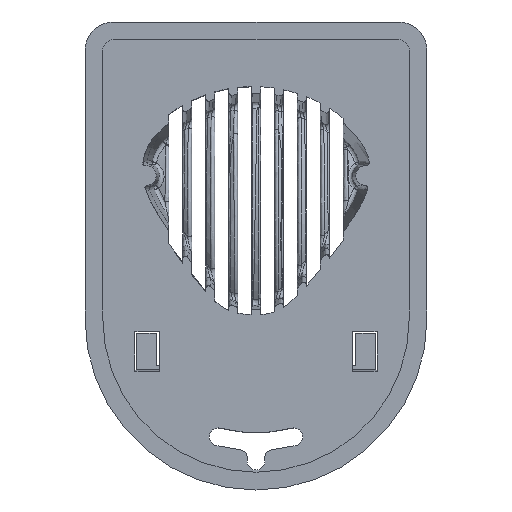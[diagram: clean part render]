
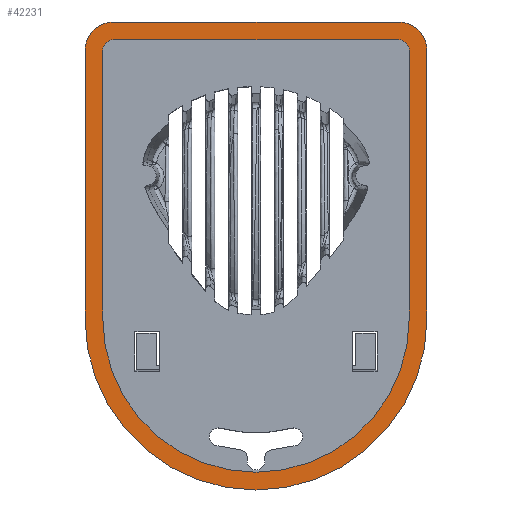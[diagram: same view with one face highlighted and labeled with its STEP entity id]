
A CAD part, front view. The second image highlights one B-rep face of the part: STEP entity #42231.
In plain terms, the highlighted planar face has unit normal (0, -1, 0).
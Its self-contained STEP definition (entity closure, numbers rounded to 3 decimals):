
#1055 = VECTOR ( 'NONE', #33470, 1000. ) ;
#1182 = DIRECTION ( 'NONE',  ( 0., 0., -1. ) ) ;
#1734 = ORIENTED_EDGE ( 'NONE', *, *, #7118, .F. ) ;
#1741 = ORIENTED_EDGE ( 'NONE', *, *, #29102, .T. ) ;
#1821 = AXIS2_PLACEMENT_3D ( 'NONE', #21480, #29586, #26061 ) ;
#2170 = VERTEX_POINT ( 'NONE', #17517 ) ;
#2725 = VERTEX_POINT ( 'NONE', #43629 ) ;
#3195 = VERTEX_POINT ( 'NONE', #11801 ) ;
#3371 = CARTESIAN_POINT ( 'NONE',  ( 54.301, 53.617, 83.439 ) ) ;
#3934 = EDGE_CURVE ( 'NONE', #29357, #2725, #13687, .T. ) ;
#3956 = VERTEX_POINT ( 'NONE', #16871 ) ;
#4625 = EDGE_CURVE ( 'NONE', #22002, #2170, #7415, .T. ) ;
#6202 = ORIENTED_EDGE ( 'NONE', *, *, #3934, .F. ) ;
#7118 = EDGE_CURVE ( 'NONE', #19789, #22002, #11765, .T. ) ;
#7415 = LINE ( 'NONE', #33811, #1055 ) ;
#7933 = ORIENTED_EDGE ( 'NONE', *, *, #41939, .F. ) ;
#9075 = ORIENTED_EDGE ( 'NONE', *, *, #28027, .T. ) ;
#9222 = ORIENTED_EDGE ( 'NONE', *, *, #27097, .T. ) ;
#10338 = VECTOR ( 'NONE', #24339, 1000. ) ;
#10666 = ORIENTED_EDGE ( 'NONE', *, *, #27675, .T. ) ;
#11127 = DIRECTION ( 'NONE',  ( 0., -1., 0. ) ) ;
#11656 = LINE ( 'NONE', #33099, #21063 ) ;
#11765 = CIRCLE ( 'NONE', #45737, 3.06 ) ;
#11766 = CARTESIAN_POINT ( 'NONE',  ( 98.161, 53.617, 160.327 ) ) ;
#11801 = CARTESIAN_POINT ( 'NONE',  ( 103.261, 53.617, 160.327 ) ) ;
#12140 = VERTEX_POINT ( 'NONE', #19285 ) ;
#12715 = DIRECTION ( 'NONE',  ( 0., -1., 0. ) ) ;
#12815 = EDGE_CURVE ( 'NONE', #3195, #27006, #51366, .T. ) ;
#13325 = EDGE_CURVE ( 'NONE', #12140, #29357, #11656, .T. ) ;
#13557 = AXIS2_PLACEMENT_3D ( 'NONE', #37320, #12715, #41534 ) ;
#13687 = CIRCLE ( 'NONE', #24498, 43.86 ) ;
#14807 = ORIENTED_EDGE ( 'NONE', *, *, #12815, .T. ) ;
#15667 = VECTOR ( 'NONE', #33666, 1000. ) ;
#16871 = CARTESIAN_POINT ( 'NONE',  ( 13.501, 53.617, 168.487 ) ) ;
#16963 = CIRCLE ( 'NONE', #37231, 48.96 ) ;
#17201 = CARTESIAN_POINT ( 'NONE',  ( 54.301, 53.617, 83.439 ) ) ;
#17517 = CARTESIAN_POINT ( 'NONE',  ( 13.501, 53.617, 163.387 ) ) ;
#17531 = CARTESIAN_POINT ( 'NONE',  ( 95.101, 53.617, 160.327 ) ) ;
#17555 = DIRECTION ( 'NONE',  ( 0., 0., -1. ) ) ;
#17752 = CARTESIAN_POINT ( 'NONE',  ( 54.301, 53.617, 83.439 ) ) ;
#18331 = AXIS2_PLACEMENT_3D ( 'NONE', #40644, #25006, #21103 ) ;
#18641 = ORIENTED_EDGE ( 'NONE', *, *, #40652, .F. ) ;
#19219 = CARTESIAN_POINT ( 'NONE',  ( 95.101, 53.617, 160.327 ) ) ;
#19285 = CARTESIAN_POINT ( 'NONE',  ( 10.441, 53.617, 160.327 ) ) ;
#19789 = VERTEX_POINT ( 'NONE', #11766 ) ;
#20860 = CARTESIAN_POINT ( 'NONE',  ( 5.341, 53.617, 160.327 ) ) ;
#21063 = VECTOR ( 'NONE', #17555, 1000. ) ;
#21103 = DIRECTION ( 'NONE',  ( 0., 0., -1. ) ) ;
#21480 = CARTESIAN_POINT ( 'NONE',  ( 13.501, 53.617, 160.327 ) ) ;
#22002 = VERTEX_POINT ( 'NONE', #38429 ) ;
#22366 = VERTEX_POINT ( 'NONE', #23493 ) ;
#23251 = LINE ( 'NONE', #20860, #15667 ) ;
#23493 = CARTESIAN_POINT ( 'NONE',  ( 103.261, 53.617, 83.439 ) ) ;
#23695 = AXIS2_PLACEMENT_3D ( 'NONE', #17752, #38341, #38168 ) ;
#23915 = CIRCLE ( 'NONE', #18331, 48.96 ) ;
#24249 = LINE ( 'NONE', #44056, #10338 ) ;
#24339 = DIRECTION ( 'NONE',  ( 0., 0., 1. ) ) ;
#24498 = AXIS2_PLACEMENT_3D ( 'NONE', #17201, #45379, #1182 ) ;
#25006 = DIRECTION ( 'NONE',  ( 0., -1., 0. ) ) ;
#25667 = DIRECTION ( 'NONE',  ( 0., 0., -1. ) ) ;
#26061 = DIRECTION ( 'NONE',  ( 0., 0., -1. ) ) ;
#27006 = VERTEX_POINT ( 'NONE', #44474 ) ;
#27097 = EDGE_CURVE ( 'NONE', #49682, #22366, #23915, .T. ) ;
#27533 = CARTESIAN_POINT ( 'NONE',  ( 54.301, 53.617, 34.479 ) ) ;
#27552 = VECTOR ( 'NONE', #43484, 1000. ) ;
#27675 = EDGE_CURVE ( 'NONE', #38811, #49682, #16963, .T. ) ;
#28027 = EDGE_CURVE ( 'NONE', #3956, #50920, #44708, .T. ) ;
#28387 = EDGE_LOOP ( 'NONE', ( #10666, #9222, #29353, #14807, #48406, #9075, #1741 ) ) ;
#29102 = EDGE_CURVE ( 'NONE', #50920, #38811, #23251, .T. ) ;
#29353 = ORIENTED_EDGE ( 'NONE', *, *, #33930, .T. ) ;
#29357 = VERTEX_POINT ( 'NONE', #37871 ) ;
#29586 = DIRECTION ( 'NONE',  ( 0., -1., 0. ) ) ;
#30503 = CIRCLE ( 'NONE', #13557, 3.06 ) ;
#31541 = DIRECTION ( 'NONE',  ( 0., 0., -1. ) ) ;
#32051 = CARTESIAN_POINT ( 'NONE',  ( 5.341, 53.617, 83.439 ) ) ;
#32777 = CARTESIAN_POINT ( 'NONE',  ( 5.341, 53.617, 160.327 ) ) ;
#33099 = CARTESIAN_POINT ( 'NONE',  ( 10.441, 53.617, 160.327 ) ) ;
#33396 = AXIS2_PLACEMENT_3D ( 'NONE', #19219, #35418, #47363 ) ;
#33470 = DIRECTION ( 'NONE',  ( -1., 0., 0. ) ) ;
#33666 = DIRECTION ( 'NONE',  ( 0., 0., -1. ) ) ;
#33811 = CARTESIAN_POINT ( 'NONE',  ( 95.101, 53.617, 163.387 ) ) ;
#33930 = EDGE_CURVE ( 'NONE', #22366, #3195, #45144, .T. ) ;
#35171 = EDGE_CURVE ( 'NONE', #27006, #3956, #44493, .T. ) ;
#35229 = CARTESIAN_POINT ( 'NONE',  ( 103.261, 53.617, 83.439 ) ) ;
#35418 = DIRECTION ( 'NONE',  ( 0., -1., 0. ) ) ;
#36718 = DIRECTION ( 'NONE',  ( -1., 0., 0. ) ) ;
#37231 = AXIS2_PLACEMENT_3D ( 'NONE', #3371, #11127, #31541 ) ;
#37320 = CARTESIAN_POINT ( 'NONE',  ( 13.501, 53.617, 160.327 ) ) ;
#37393 = FACE_OUTER_BOUND ( 'NONE', #28387, .T. ) ;
#37871 = CARTESIAN_POINT ( 'NONE',  ( 10.441, 53.617, 83.439 ) ) ;
#38140 = VECTOR ( 'NONE', #36718, 1000. ) ;
#38168 = DIRECTION ( 'NONE',  ( 0., 0., -1. ) ) ;
#38341 = DIRECTION ( 'NONE',  ( 0., -1., 0. ) ) ;
#38429 = CARTESIAN_POINT ( 'NONE',  ( 95.101, 53.617, 163.387 ) ) ;
#38811 = VERTEX_POINT ( 'NONE', #32051 ) ;
#39263 = ORIENTED_EDGE ( 'NONE', *, *, #4625, .F. ) ;
#40644 = CARTESIAN_POINT ( 'NONE',  ( 54.301, 53.617, 83.439 ) ) ;
#40652 = EDGE_CURVE ( 'NONE', #2725, #19789, #24249, .T. ) ;
#41256 = CARTESIAN_POINT ( 'NONE',  ( 95.101, 53.617, 168.487 ) ) ;
#41326 = EDGE_LOOP ( 'NONE', ( #18641, #6202, #42529, #7933, #39263, #1734 ) ) ;
#41534 = DIRECTION ( 'NONE',  ( 0., 0., -1. ) ) ;
#41939 = EDGE_CURVE ( 'NONE', #2170, #12140, #30503, .T. ) ;
#42231 = ADVANCED_FACE ( 'NONE', ( #48123, #37393 ), #50516, .T. ) ;
#42529 = ORIENTED_EDGE ( 'NONE', *, *, #13325, .F. ) ;
#43484 = DIRECTION ( 'NONE',  ( 0., 0., 1. ) ) ;
#43629 = CARTESIAN_POINT ( 'NONE',  ( 98.161, 53.617, 83.439 ) ) ;
#44056 = CARTESIAN_POINT ( 'NONE',  ( 98.161, 53.617, 83.439 ) ) ;
#44474 = CARTESIAN_POINT ( 'NONE',  ( 95.101, 53.617, 168.487 ) ) ;
#44493 = LINE ( 'NONE', #41256, #38140 ) ;
#44708 = CIRCLE ( 'NONE', #1821, 8.16 ) ;
#45036 = DIRECTION ( 'NONE',  ( 0., -1., 0. ) ) ;
#45144 = LINE ( 'NONE', #35229, #27552 ) ;
#45379 = DIRECTION ( 'NONE',  ( 0., -1., 0. ) ) ;
#45737 = AXIS2_PLACEMENT_3D ( 'NONE', #17531, #45036, #25667 ) ;
#47363 = DIRECTION ( 'NONE',  ( 0., 0., -1. ) ) ;
#48123 = FACE_BOUND ( 'NONE', #41326, .T. ) ;
#48406 = ORIENTED_EDGE ( 'NONE', *, *, #35171, .T. ) ;
#49682 = VERTEX_POINT ( 'NONE', #27533 ) ;
#50516 = PLANE ( 'NONE',  #23695 ) ;
#50920 = VERTEX_POINT ( 'NONE', #32777 ) ;
#51366 = CIRCLE ( 'NONE', #33396, 8.16 ) ;
